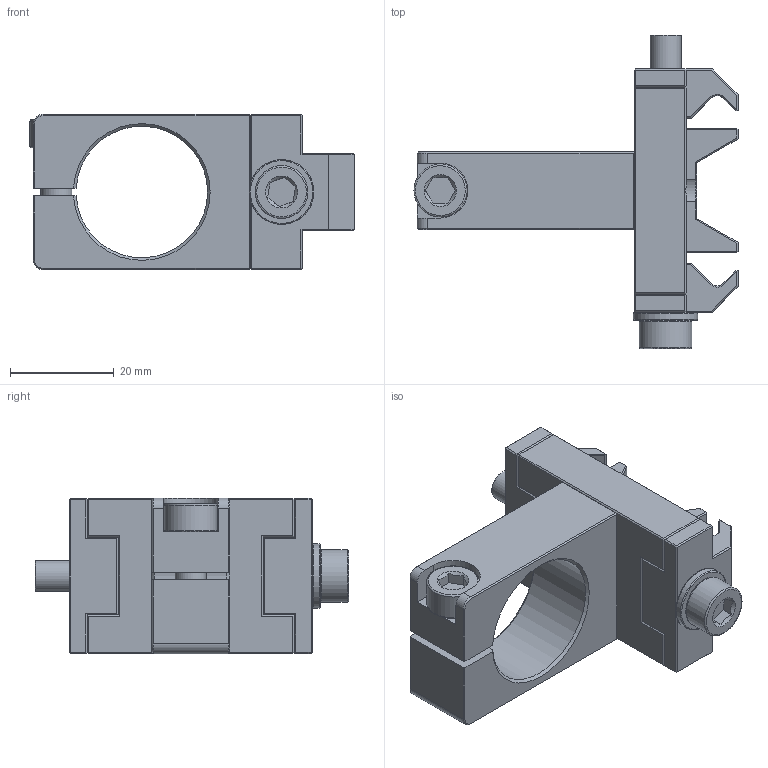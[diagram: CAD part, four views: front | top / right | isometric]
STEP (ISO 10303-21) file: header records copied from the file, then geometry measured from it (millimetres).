
FILE_DESCRIPTION (( 'STEP AP203' ), '1' );
FILE_NAME ('530154.STEP', '2025-05-07T04:06:27', ( 'Windows User' ), ( 'P R C' ), 'SwSTEP 2.0', 'SolidWorks 2020', '' );
FILE_SCHEMA (( 'CONFIG_CONTROL_DESIGN' ));
Length unit declared in the file: millimetre
Products named in the file (1): 530154
Bounding box: 62.6 x 60.5 x 30 mm (x, y, z)
Volume: 29001.8 mm3; surface area: 16837.4 mm2
Topology: 9 solids, 9 shells, 344 faces, 801 edges, 482 vertices
Faces by surface type: plane 272, cone 32, cylinder 28, bspline 12
Full cylindrical faces by diameter (mm): 3.3 x2, 4 x2, 4.5 x2, 5 x2, 6 x2, 6.2 x2, 6.4 x1, 6.6 x1, 7.2 x2, 7.8 x2, 10.2 x2, 12.5 x1
Entity records: 9466 total; most frequent: CARTESIAN_POINT 2162, ORIENTED_EDGE 1434, DIRECTION 1411, EDGE_CURVE 717, LINE 565, VECTOR 565, VERTEX_POINT 450, AXIS2_PLACEMENT_3D 423
